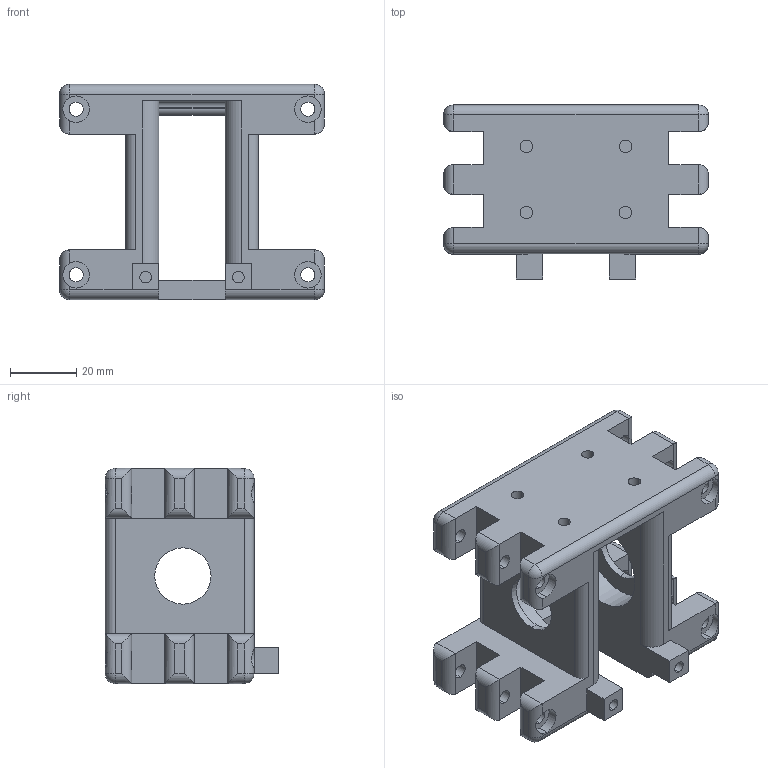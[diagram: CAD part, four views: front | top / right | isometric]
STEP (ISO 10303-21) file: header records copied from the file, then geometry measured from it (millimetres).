
FILE_DESCRIPTION (( 'STEP AP203' ), '1' );
FILE_NAME ('Main Suspension Hub Connector Rear.STEP', '2025-12-09T16:42:48', ( '' ), ( '' ), 'SwSTEP 2.0', 'SolidWorks 2025', '' );
FILE_SCHEMA (( 'CONFIG_CONTROL_DESIGN' ));
Length unit declared in the file: millimetre
Products named in the file (1): Main Suspension Hub Connector Rear
Bounding box: 80 x 52.5 x 65 mm (x, y, z)
Volume: 86524.8 mm3; surface area: 31285.8 mm2
Topology: 1 solids, 1 shells, 238 faces, 665 edges, 416 vertices
Faces by surface type: cylinder 122, plane 108, sphere 8
Entity records: 7822 total; most frequent: CARTESIAN_POINT 1666, ORIENTED_EDGE 1314, DIRECTION 1255, EDGE_CURVE 657, AXIS2_PLACEMENT_3D 429, VERTEX_POINT 416, LINE 397, VECTOR 397
